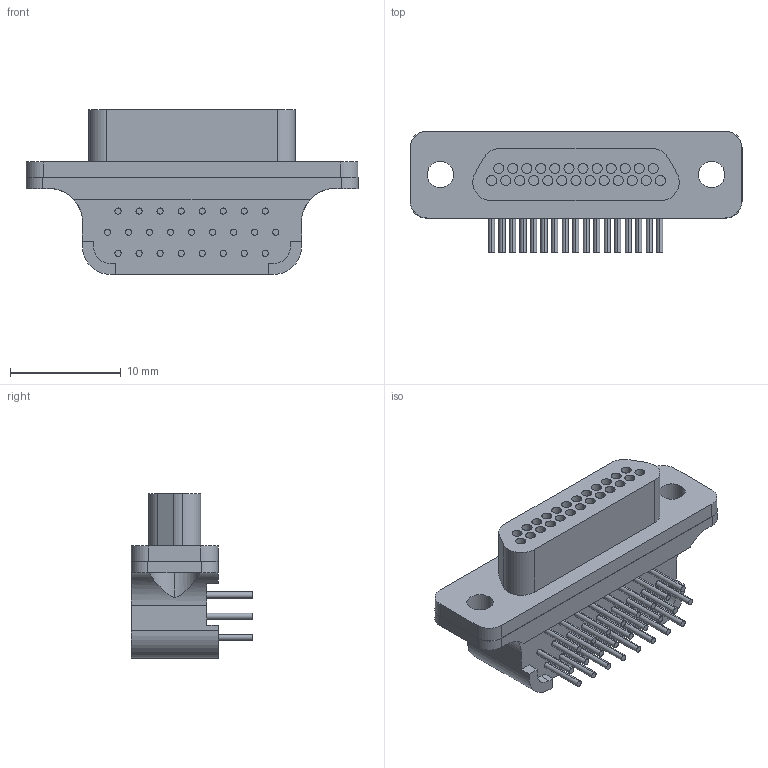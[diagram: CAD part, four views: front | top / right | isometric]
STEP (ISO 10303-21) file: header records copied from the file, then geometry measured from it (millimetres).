
FILE_DESCRIPTION(('STEP AP242'),'1');
FILE_NAME('gmr7590c-25p1bb.stp','2019-12-27T10:13:42',('TraceParts'),('TraceParts S.A.'),'Spatial InterOp 3D',' ',' ');
FILE_SCHEMA(('AP242_MANAGED_MODEL_BASED_3D_ENGINEERING_MIM_LF {1 0 10303 442 1 1 4}'));
Length unit declared in the file: millimetre
Products named in the file (1): gmr7590c-25p1bb
Bounding box: 30.01 x 11.01 x 14.89 mm (x, y, z)
Volume: 1969.6 mm3; surface area: 1865.3 mm2
Topology: 1 solids, 8 shells, 450 faces, 1098 edges, 732 vertices
Faces by surface type: plane 239, cylinder 128, bspline 83
Entity records: 25169 total; most frequent: CARTESIAN_POINT 11236, ORIENTED_EDGE 2196, DIRECTION 1918, EDGE_CURVE 1098, VERTEX_POINT 732, LINE 674, VECTOR 674, AXIS2_PLACEMENT_3D 622
